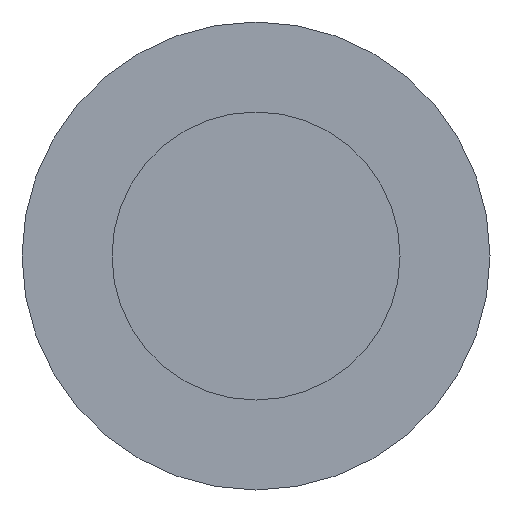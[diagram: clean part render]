
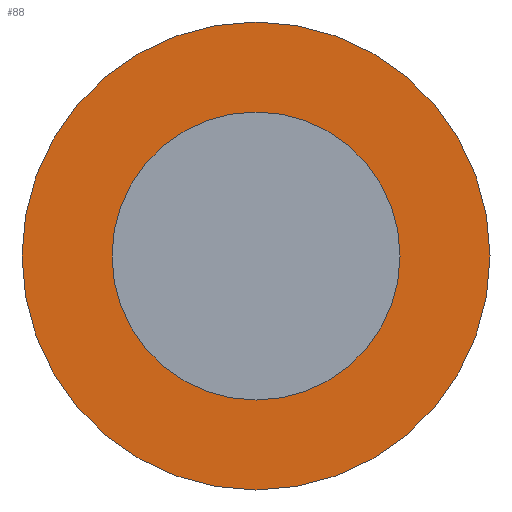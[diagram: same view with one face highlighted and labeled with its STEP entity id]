
A CAD part, front view. The second image highlights one B-rep face of the part: STEP entity #88.
In plain terms, the highlighted planar face has unit normal (0, -1, 0).
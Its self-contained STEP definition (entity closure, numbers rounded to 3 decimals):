
#2 = DIRECTION ( 'NONE',  ( 0., 0., -1. ) ) ;
#13 = CARTESIAN_POINT ( 'NONE',  ( 0., 0., 0. ) ) ;
#23 = EDGE_LOOP ( 'NONE', ( #179, #55 ) ) ;
#25 = DIRECTION ( 'NONE',  ( 0., 0., 1. ) ) ;
#26 = CARTESIAN_POINT ( 'NONE',  ( 0., 0., 3250. ) ) ;
#27 = DIRECTION ( 'NONE',  ( 0., -1., 0. ) ) ;
#28 = DIRECTION ( 'NONE',  ( 0., 0., -1. ) ) ;
#29 = DIRECTION ( 'NONE',  ( 0., 1., 0. ) ) ;
#38 = ORIENTED_EDGE ( 'NONE', *, *, #57, .F. ) ;
#48 = AXIS2_PLACEMENT_3D ( 'NONE', #120, #63, #191 ) ;
#55 = ORIENTED_EDGE ( 'NONE', *, *, #197, .F. ) ;
#57 = EDGE_CURVE ( 'NONE', #71, #162, #91, .T. ) ;
#63 = DIRECTION ( 'NONE',  ( 0., 1., 0. ) ) ;
#66 = CARTESIAN_POINT ( 'NONE',  ( 0., 0., 0. ) ) ;
#71 = VERTEX_POINT ( 'NONE', #26 ) ;
#77 = CARTESIAN_POINT ( 'NONE',  ( 0., 0., -2000. ) ) ;
#80 = CIRCLE ( 'NONE', #48, 3250. ) ;
#88 = ADVANCED_FACE ( 'NONE', ( #201, #117 ), #148, .F. ) ;
#91 = CIRCLE ( 'NONE', #110, 3250. ) ;
#95 = AXIS2_PLACEMENT_3D ( 'NONE', #13, #131, #25 ) ;
#104 = EDGE_CURVE ( 'NONE', #128, #198, #168, .T. ) ;
#110 = AXIS2_PLACEMENT_3D ( 'NONE', #166, #29, #205 ) ;
#117 = FACE_OUTER_BOUND ( 'NONE', #124, .T. ) ;
#120 = CARTESIAN_POINT ( 'NONE',  ( 0., 0., 0. ) ) ;
#124 = EDGE_LOOP ( 'NONE', ( #38, #163 ) ) ;
#128 = VERTEX_POINT ( 'NONE', #77 ) ;
#131 = DIRECTION ( 'NONE',  ( 0., 1., 0. ) ) ;
#134 = CARTESIAN_POINT ( 'NONE',  ( 0., 0., -3250. ) ) ;
#143 = CIRCLE ( 'NONE', #173, 2000. ) ;
#148 = PLANE ( 'NONE',  #95 ) ;
#154 = AXIS2_PLACEMENT_3D ( 'NONE', #169, #27, #28 ) ;
#158 = CARTESIAN_POINT ( 'NONE',  ( 0., 0., 2000. ) ) ;
#162 = VERTEX_POINT ( 'NONE', #134 ) ;
#163 = ORIENTED_EDGE ( 'NONE', *, *, #188, .F. ) ;
#166 = CARTESIAN_POINT ( 'NONE',  ( 0., 0., 0. ) ) ;
#168 = CIRCLE ( 'NONE', #154, 2000. ) ;
#169 = CARTESIAN_POINT ( 'NONE',  ( 0., 0., 0. ) ) ;
#173 = AXIS2_PLACEMENT_3D ( 'NONE', #66, #174, #2 ) ;
#174 = DIRECTION ( 'NONE',  ( 0., -1., 0. ) ) ;
#179 = ORIENTED_EDGE ( 'NONE', *, *, #104, .F. ) ;
#188 = EDGE_CURVE ( 'NONE', #162, #71, #80, .T. ) ;
#191 = DIRECTION ( 'NONE',  ( 0., 0., 1. ) ) ;
#197 = EDGE_CURVE ( 'NONE', #198, #128, #143, .T. ) ;
#198 = VERTEX_POINT ( 'NONE', #158 ) ;
#201 = FACE_BOUND ( 'NONE', #23, .T. ) ;
#205 = DIRECTION ( 'NONE',  ( 0., 0., 1. ) ) ;
